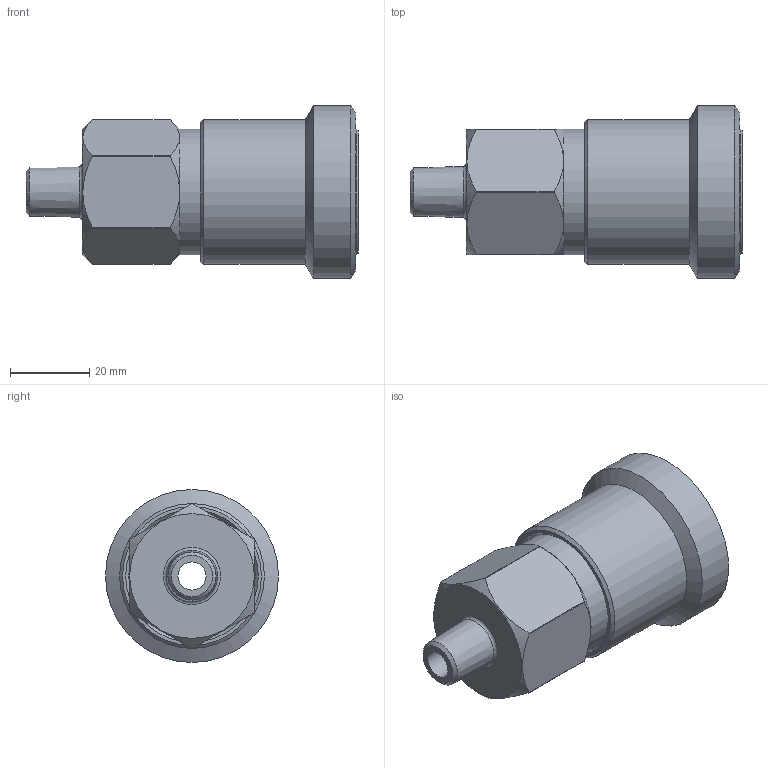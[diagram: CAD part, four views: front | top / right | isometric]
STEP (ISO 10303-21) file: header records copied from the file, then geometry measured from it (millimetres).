
FILE_DESCRIPTION(/* description */ (''),/* implementation_level */ '2;1');
FILE_NAME(/* name */ 'XT14042.stp',/* time_stamp */ '2014-06-05T10:30:22-05:00',/* author */ ('scottg'),/* organization */ ('FasTest,Inc.'),/* preprocessor_version */ 'ST-DEVELOPER v15.2',/* originating_system */ 'Autodesk Inventor 2014',/* authorisation */ '');
FILE_SCHEMA (('AUTOMOTIVE_DESIGN { 1 0 10303 214 3 1 1 }'));
Length unit declared in the file: inch
Products named in the file (1): XT14042
Bounding box: 83.82 x 43.69 x 43.69 mm (x, y, z)
Volume: 62335.6 mm3; surface area: 28233.5 mm2
Topology: 2 solids, 5 shells, 86 faces, 180 edges, 117 vertices
Faces by surface type: cylinder 29, cone 20, plane 19, sphere 12, torus 6
Full cylindrical faces by diameter (mm): 7.112 x1, 10.16 x1, 13.97 x2, 15.113 x2, 16.637 x1, 21.895 x1, 25.4 x1, 30.353 x1, 31.648 x2, 31.953 x4, 32.309 x1, 32.715 x2, 34.823 x1, 35.941 x1, 36.576 x1, 43.688 x1
Entity records: 2964 total; most frequent: CARTESIAN_POINT 1319, DIRECTION 326, ORIENTED_EDGE 242, EDGE_LOOP 184, AXIS2_PLACEMENT_3D 157, FACE_BOUND 118, EDGE_CURVE 118, VERTEX_POINT 106
